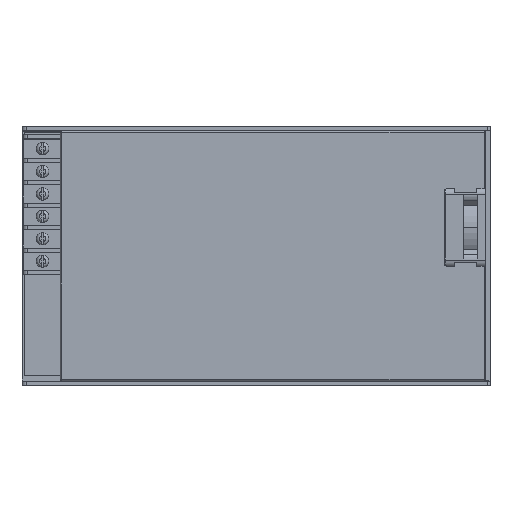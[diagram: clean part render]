
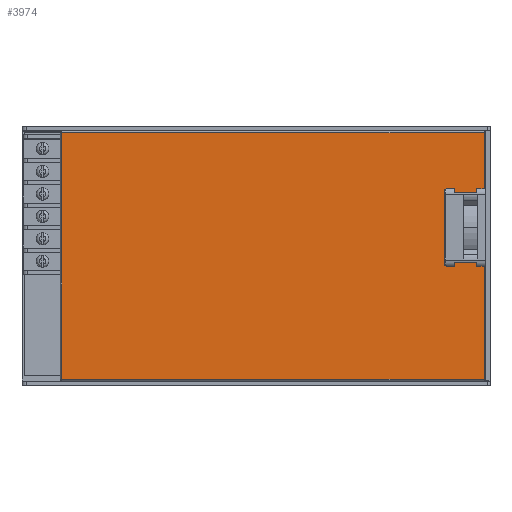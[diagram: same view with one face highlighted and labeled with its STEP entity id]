
A CAD part, top view. The second image highlights one B-rep face of the part: STEP entity #3974.
In plain terms, the highlighted planar face has unit normal (0, 0, 1).
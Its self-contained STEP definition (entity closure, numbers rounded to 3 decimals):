
#3974=ADVANCED_FACE('',(#8228),#8229,.T.);
#8228=FACE_OUTER_BOUND('',#12732,.T.);
#8229=PLANE('',#12733);
#12732=EDGE_LOOP('',(#23660,#23661,#23662,#23663,#23664,#23665,#23666,#23667,#23668,#23669,#23670,#23671,#23672,#23673,#23674,#23675,#23676,#23677,#23678,#23679,#23680,#23681));
#12733=AXIS2_PLACEMENT_3D('',#23682,#23683,#23684);
#23660=ORIENTED_EDGE('',*,*,#29559,.F.);
#23661=ORIENTED_EDGE('',*,*,#29635,.F.);
#23662=ORIENTED_EDGE('',*,*,#29636,.F.);
#23663=ORIENTED_EDGE('',*,*,#29565,.F.);
#23664=ORIENTED_EDGE('',*,*,#29373,.F.);
#23665=ORIENTED_EDGE('',*,*,#29562,.F.);
#23666=ORIENTED_EDGE('',*,*,#29499,.F.);
#23667=ORIENTED_EDGE('',*,*,#29531,.F.);
#23668=ORIENTED_EDGE('',*,*,#29350,.F.);
#23669=ORIENTED_EDGE('',*,*,#29569,.F.);
#23670=ORIENTED_EDGE('',*,*,#29431,.T.);
#23671=ORIENTED_EDGE('',*,*,#29455,.F.);
#23672=ORIENTED_EDGE('',*,*,#29426,.T.);
#23673=ORIENTED_EDGE('',*,*,#29333,.F.);
#23674=ORIENTED_EDGE('',*,*,#29283,.T.);
#23675=ORIENTED_EDGE('',*,*,#29627,.F.);
#23676=ORIENTED_EDGE('',*,*,#29422,.T.);
#23677=ORIENTED_EDGE('',*,*,#29382,.F.);
#23678=ORIENTED_EDGE('',*,*,#29618,.F.);
#23679=ORIENTED_EDGE('',*,*,#29630,.F.);
#23680=ORIENTED_EDGE('',*,*,#29633,.F.);
#23681=ORIENTED_EDGE('',*,*,#29637,.F.);
#23682=CARTESIAN_POINT('',(262.094,135.639,42.));
#23683=DIRECTION('',(0.0,0.0,1.0));
#23684=DIRECTION('',(1.0,0.0,0.0));
#29283=EDGE_CURVE('',#35734,#35739,#35741,.T.);
#29333=EDGE_CURVE('',#35734,#35818,#35819,.T.);
#29350=EDGE_CURVE('',#35839,#35687,#35841,.T.);
#29373=EDGE_CURVE('',#35861,#35873,#35876,.T.);
#29382=EDGE_CURVE('',#35889,#35884,#35891,.T.);
#29422=EDGE_CURVE('',#35945,#35884,#35946,.T.);
#29426=EDGE_CURVE('',#35951,#35818,#35952,.T.);
#29431=EDGE_CURVE('',#35960,#35957,#35961,.T.);
#29455=EDGE_CURVE('',#35951,#35957,#36001,.T.);
#29499=EDGE_CURVE('',#36059,#35728,#36061,.T.);
#29531=EDGE_CURVE('',#35687,#36059,#36105,.T.);
#29559=EDGE_CURVE('',#36146,#36144,#36148,.T.);
#29562=EDGE_CURVE('',#35728,#35861,#36151,.T.);
#29565=EDGE_CURVE('',#35873,#36154,#36155,.T.);
#29569=EDGE_CURVE('',#35960,#35839,#36159,.T.);
#29618=EDGE_CURVE('',#36223,#35889,#36225,.T.);
#29627=EDGE_CURVE('',#35945,#35739,#36234,.T.);
#29630=EDGE_CURVE('',#36236,#36223,#36238,.T.);
#29633=EDGE_CURVE('',#36240,#36236,#36242,.T.);
#29635=EDGE_CURVE('',#36244,#36146,#36245,.T.);
#29636=EDGE_CURVE('',#36154,#36244,#36246,.T.);
#29637=EDGE_CURVE('',#36144,#36240,#36247,.T.);
#35687=VERTEX_POINT('',#46637);
#35728=VERTEX_POINT('',#46689);
#35734=VERTEX_POINT('',#46697);
#35739=VERTEX_POINT('',#46704);
#35741=LINE('',#46707,#46708);
#35818=VERTEX_POINT('',#46803);
#35819=CIRCLE('',#46804,0.5);
#35839=VERTEX_POINT('',#46829);
#35841=LINE('',#46831,#46832);
#35861=VERTEX_POINT('',#46859);
#35873=VERTEX_POINT('',#46876);
#35876=LINE('',#46880,#46881);
#35884=VERTEX_POINT('',#46889);
#35889=VERTEX_POINT('',#46896);
#35891=LINE('',#46899,#46900);
#35945=VERTEX_POINT('',#46970);
#35946=CIRCLE('',#46971,1.5);
#35951=VERTEX_POINT('',#46977);
#35952=LINE('',#46978,#46979);
#35957=VERTEX_POINT('',#46986);
#35960=VERTEX_POINT('',#46990);
#35961=LINE('',#46991,#46992);
#36001=CIRCLE('',#47049,0.5);
#36059=VERTEX_POINT('',#47129);
#36061=LINE('',#47131,#47132);
#36105=LINE('',#47193,#47194);
#36144=VERTEX_POINT('',#47243);
#36146=VERTEX_POINT('',#47246);
#36148=LINE('',#47249,#47250);
#36151=LINE('',#47253,#47254);
#36154=VERTEX_POINT('',#47258);
#36155=LINE('',#47259,#47260);
#36159=LINE('',#47266,#47267);
#36223=VERTEX_POINT('',#47343);
#36225=CIRCLE('',#47346,1.5);
#36234=LINE('',#47356,#47357);
#36236=VERTEX_POINT('',#47359);
#36238=LINE('',#47362,#47363);
#36240=VERTEX_POINT('',#47365);
#36242=LINE('',#47368,#47369);
#36244=VERTEX_POINT('',#47371);
#36245=CIRCLE('',#47372,0.5);
#36246=LINE('',#47373,#47374);
#36247=CIRCLE('',#47375,0.5);
#46637=CARTESIAN_POINT('',(260.178,43.258,42.));
#46689=CARTESIAN_POINT('',(52.567,164.458,42.));
#46697=CARTESIAN_POINT('',(245.578,100.358,42.));
#46704=CARTESIAN_POINT('',(245.578,98.858,42.));
#46707=CARTESIAN_POINT('',(245.578,100.858,42.));
#46708=VECTOR('',#54028,1.0);
#46803=CARTESIAN_POINT('',(246.078,100.858,42.));
#46804=AXIS2_PLACEMENT_3D('',#54107,#54108,#54109);
#46829=CARTESIAN_POINT('',(260.178,98.858,42.));
#46831=CARTESIAN_POINT('',(260.178,78.622,42.));
#46832=VECTOR('',#54130,1.0);
#46859=CARTESIAN_POINT('',(260.178,164.458,42.));
#46876=CARTESIAN_POINT('',(260.178,136.858,42.));
#46880=CARTESIAN_POINT('',(260.178,78.622,42.));
#46881=VECTOR('',#54156,1.0);
#46889=CARTESIAN_POINT('',(240.478,100.358,42.));
#46896=CARTESIAN_POINT('',(240.478,135.358,42.));
#46899=CARTESIAN_POINT('',(240.478,78.622,42.));
#46900=VECTOR('',#54169,1.0);
#46970=CARTESIAN_POINT('',(241.978,98.858,42.));
#46971=AXIS2_PLACEMENT_3D('',#54219,#54220,#54221);
#46977=CARTESIAN_POINT('',(256.078,100.858,42.));
#46978=CARTESIAN_POINT('',(256.578,100.858,42.));
#46979=VECTOR('',#54226,1.0);
#46986=CARTESIAN_POINT('',(256.578,100.358,42.));
#46990=CARTESIAN_POINT('',(256.578,98.858,42.));
#46991=CARTESIAN_POINT('',(256.578,95.015,42.));
#46992=VECTOR('',#54230,1.0);
#47049=AXIS2_PLACEMENT_3D('',#54260,#54261,#54262);
#47129=CARTESIAN_POINT('',(52.567,43.258,42.));
#47131=CARTESIAN_POINT('',(52.567,78.622,42.));
#47132=VECTOR('',#54300,1.0);
#47193=CARTESIAN_POINT('',(198.313,43.258,42.));
#47194=VECTOR('',#54333,1.0);
#47243=CARTESIAN_POINT('',(246.078,134.858,42.));
#47246=CARTESIAN_POINT('',(256.078,134.858,42.));
#47249=CARTESIAN_POINT('',(256.578,134.858,42.));
#47250=VECTOR('',#54373,1.0);
#47253=CARTESIAN_POINT('',(198.313,164.458,42.));
#47254=VECTOR('',#54377,1.0);
#47258=CARTESIAN_POINT('',(256.578,136.858,42.));
#47259=CARTESIAN_POINT('',(198.313,136.858,42.));
#47260=VECTOR('',#54379,1.0);
#47266=CARTESIAN_POINT('',(198.313,98.858,42.));
#47267=VECTOR('',#54382,1.0);
#47343=CARTESIAN_POINT('',(241.978,136.858,42.));
#47346=AXIS2_PLACEMENT_3D('',#54456,#54457,#54458);
#47356=CARTESIAN_POINT('',(198.313,98.858,42.));
#47357=VECTOR('',#54460,1.0);
#47359=CARTESIAN_POINT('',(245.578,136.858,42.));
#47362=CARTESIAN_POINT('',(198.313,136.858,42.));
#47363=VECTOR('',#54462,1.0);
#47365=CARTESIAN_POINT('',(245.578,135.358,42.));
#47368=CARTESIAN_POINT('',(245.578,134.858,42.));
#47369=VECTOR('',#54464,1.0);
#47371=CARTESIAN_POINT('',(256.578,135.358,42.));
#47372=AXIS2_PLACEMENT_3D('',#54465,#54466,#54467);
#47373=CARTESIAN_POINT('',(256.578,138.915,42.));
#47374=VECTOR('',#54468,1.0);
#47375=AXIS2_PLACEMENT_3D('',#54469,#54470,#54471);
#54028=DIRECTION('',(0.0,-1.0,0.0));
#54107=CARTESIAN_POINT('',(246.078,100.358,42.));
#54108=DIRECTION('',(0.0,0.0,-1.0));
#54109=DIRECTION('',(-1.0,0.0,0.0));
#54130=DIRECTION('',(0.0,-1.0,0.0));
#54156=DIRECTION('',(0.0,-1.0,0.0));
#54169=DIRECTION('',(0.0,-1.0,0.0));
#54219=CARTESIAN_POINT('',(241.978,100.358,42.));
#54220=DIRECTION('',(0.0,0.0,-1.0));
#54221=DIRECTION('',(-1.0,0.0,0.0));
#54226=DIRECTION('',(-1.0,0.0,0.0));
#54230=DIRECTION('',(0.0,1.0,0.0));
#54260=CARTESIAN_POINT('',(256.078,100.358,42.));
#54261=DIRECTION('',(0.0,0.0,-1.0));
#54262=DIRECTION('',(-1.0,0.0,0.0));
#54300=DIRECTION('',(0.0,1.0,0.0));
#54333=DIRECTION('',(-1.0,0.,0.0));
#54373=DIRECTION('',(-1.0,0.0,0.0));
#54377=DIRECTION('',(1.0,0.0,0.0));
#54379=DIRECTION('',(-1.0,0.0,0.0));
#54382=DIRECTION('',(1.0,0.0,0.0));
#54456=CARTESIAN_POINT('',(241.978,135.358,42.));
#54457=DIRECTION('',(0.0,0.0,1.0));
#54458=DIRECTION('',(1.0,0.0,0.0));
#54460=DIRECTION('',(1.0,0.0,0.0));
#54462=DIRECTION('',(-1.0,0.0,0.0));
#54464=DIRECTION('',(0.0,1.0,0.0));
#54465=CARTESIAN_POINT('',(256.078,135.358,42.));
#54466=DIRECTION('',(0.0,0.0,-1.0));
#54467=DIRECTION('',(-1.0,0.0,0.0));
#54468=DIRECTION('',(0.0,-1.0,0.0));
#54469=CARTESIAN_POINT('',(246.078,135.358,42.));
#54470=DIRECTION('',(0.0,0.0,-1.0));
#54471=DIRECTION('',(-1.0,0.0,0.0));
